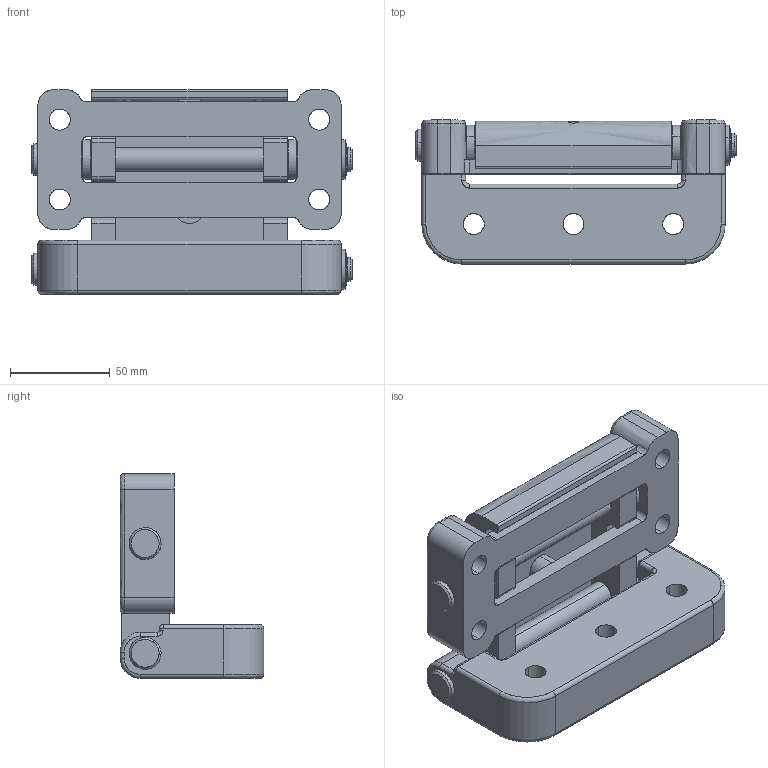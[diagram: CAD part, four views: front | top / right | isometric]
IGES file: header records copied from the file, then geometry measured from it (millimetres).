
Start section: SolidWorks IGES file using analytic representation for surfaces
Global section: file name: FB-1736-A-3.IGS,15; native system: HSolidWorks 2021; preprocessor: SolidWorks 2021; author: 1300nh; date: 240314.162728; units: millimetre
Bounding box: 160.5 x 72 x 102.5 mm (x, y, z)
Surface area: 126537.1 mm2 (no closed solid volume)
Topology: 0 solids, 0 shells, 387 faces, 7119 edges, 7118 vertices
Faces by surface type: revolution 241, bspline 146
